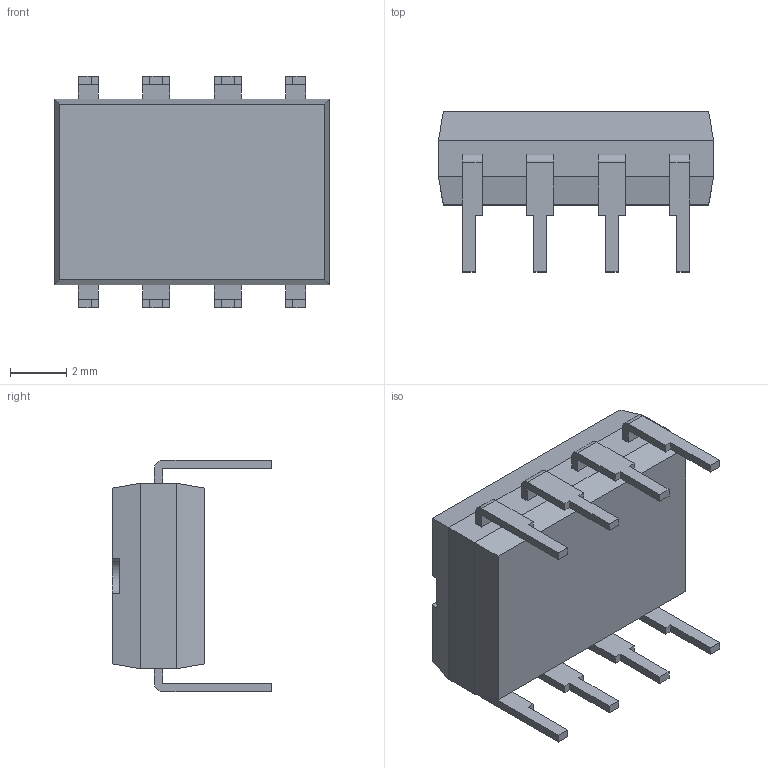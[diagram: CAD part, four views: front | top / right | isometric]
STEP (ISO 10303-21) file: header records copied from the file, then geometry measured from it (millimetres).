
FILE_DESCRIPTION (( 'STEP AP214' ), '1' );
FILE_NAME ( 'DIP794W46P254L978H368Q8.STEP', '2018-08-29T14:01:55', ( '' ), ( '' ), '', '©2017 PCB Libraries, Inc.', '' );
FILE_SCHEMA (( 'AUTOMOTIVE_DESIGN' ));
Length unit declared in the file: millimetre
Products named in the file (1): DIP794W46P254L978H368Q8
Bounding box: 9.78 x 5.68 x 8.23 mm (x, y, z)
Volume: 214.3 mm3; surface area: 301.3 mm2
Topology: 9 solids, 9 shells, 122 faces, 304 edges, 200 vertices
Faces by surface type: plane 105, cylinder 17
Entity records: 4040 total; most frequent: CARTESIAN_POINT 627, ORIENTED_EDGE 608, DIRECTION 584, EDGE_CURVE 304, VECTOR 270, LINE 270, VERTEX_POINT 200, AXIS2_PLACEMENT_3D 157
